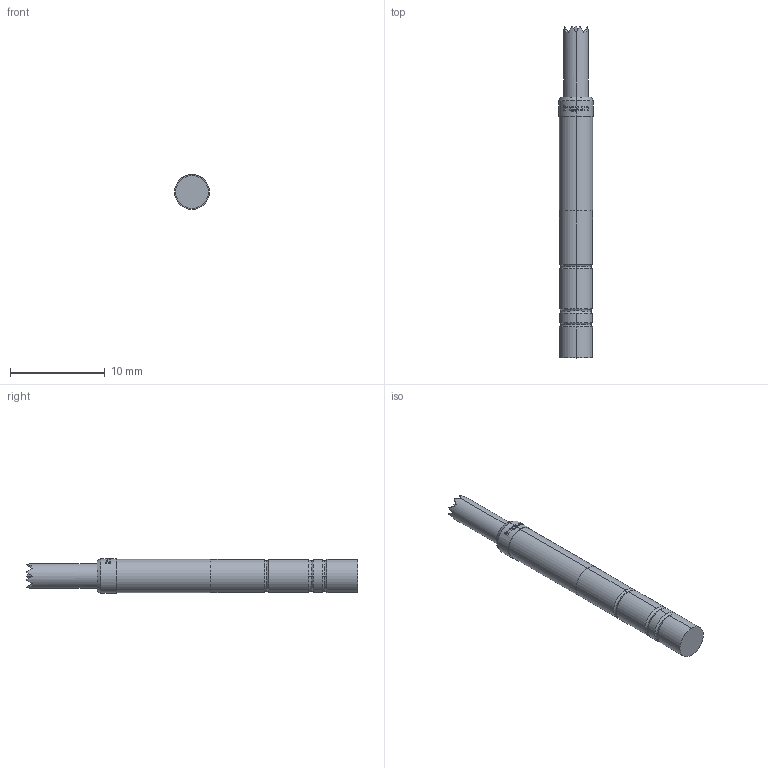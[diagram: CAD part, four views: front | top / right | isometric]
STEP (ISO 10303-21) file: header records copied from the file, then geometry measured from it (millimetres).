
FILE_DESCRIPTION (( 'STEP AP203' ), '1' );
FILE_NAME ('INGUN_HFS-110_307_100_A_xx06_A.STEP', '2022-04-27T12:20:38', ( 'ochi' ), ( '' ), 'SwSTEP 2.0', 'SolidWorks 2018', '' );
FILE_SCHEMA (( 'CONFIG_CONTROL_DESIGN' ));
Length unit declared in the file: millimetre
Products named in the file (1): INGUN_HFS-110_307_100_A_xx06_A
Bounding box: 3.65 x 35 x 3.65 mm (x, y, z)
Volume: 299 mm3; surface area: 388.7 mm2
Topology: 1 solids, 1 shells, 156 faces, 391 edges, 246 vertices
Faces by surface type: plane 80, bspline 38, cylinder 24, torus 12, cone 2
Entity records: 5628 total; most frequent: CARTESIAN_POINT 2457, ORIENTED_EDGE 782, DIRECTION 438, EDGE_CURVE 391, VERTEX_POINT 246, B_SPLINE_CURVE_WITH_KNOTS 188, AXIS2_PLACEMENT_3D 177, EDGE_LOOP 165
